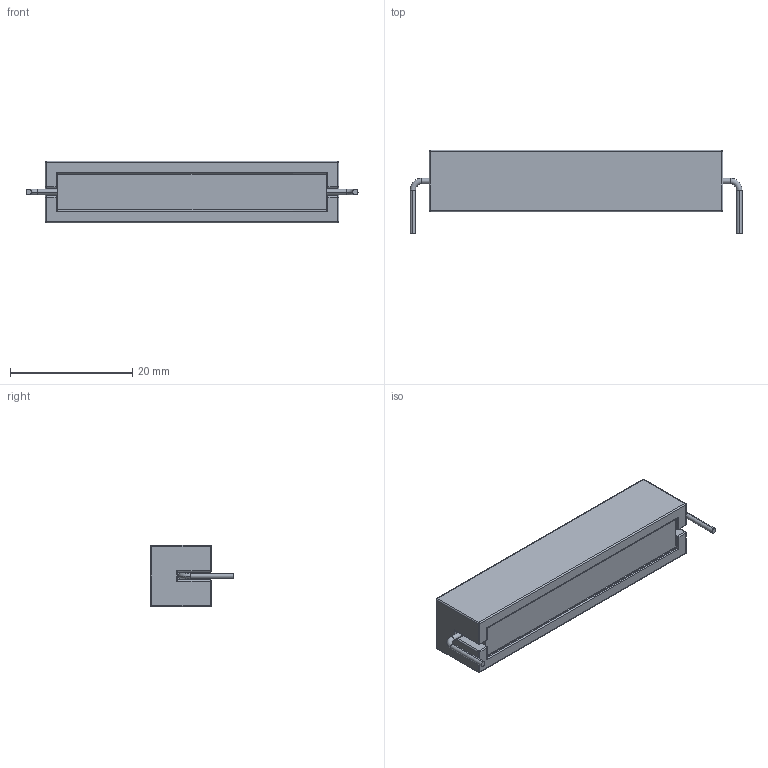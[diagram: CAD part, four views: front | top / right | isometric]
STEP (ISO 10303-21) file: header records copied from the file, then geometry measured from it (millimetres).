
FILE_DESCRIPTION (( 'STEP AP214' ), '1' );
FILE_NAME ('RES_SQPH_10W_2100mil_0R_J(5%).STEP', '2022-06-21T16:45:38', ( '' ), ( '' ), 'SwSTEP 2.0', 'SolidWorks 2020', '' );
FILE_SCHEMA (( 'AUTOMOTIVE_DESIGN' ));
Length unit declared in the file: millimetre
Products named in the file (1): RES_SQPH_10W_2100mil_0R_J(5%)
Bounding box: 54.24 x 13.6 x 10 mm (x, y, z)
Volume: 4680 mm3; surface area: 2371.3 mm2
Topology: 2 solids, 2 shells, 298 faces, 772 edges, 488 vertices
Faces by surface type: bspline 161, plane 79, cylinder 42, sphere 12, torus 4
Entity records: 19115 total; most frequent: CARTESIAN_POINT 10468, ORIENTED_EDGE 1520, EDGE_CURVE 760, DIRECTION 758, VERTEX_POINT 488, LINE 362, VECTOR 362, B_SPLINE_CURVE_WITH_KNOTS 322
